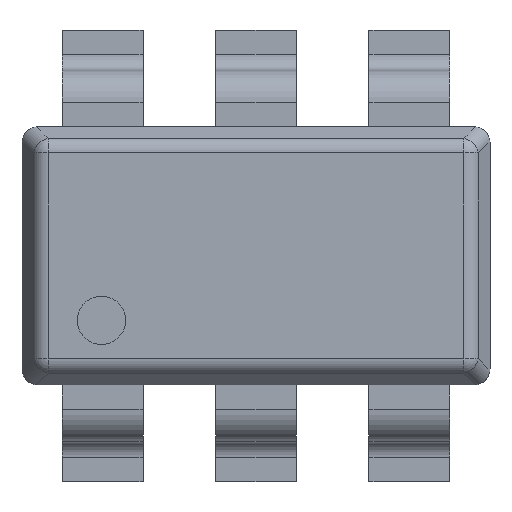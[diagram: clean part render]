
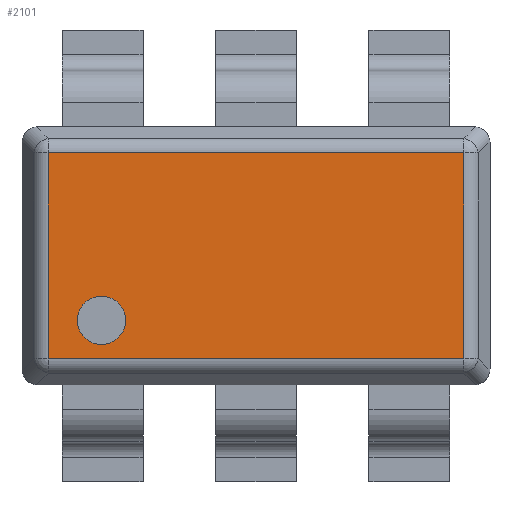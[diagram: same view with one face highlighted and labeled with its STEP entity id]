
A CAD part, top view. The second image highlights one B-rep face of the part: STEP entity #2101.
In plain terms, the highlighted planar face has unit normal (0, 0, 1).
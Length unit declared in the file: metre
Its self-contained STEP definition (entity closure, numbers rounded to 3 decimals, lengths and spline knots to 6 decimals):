
#112=CIRCLE('',#2322,0.00015);
#202=ORIENTED_EDGE('',*,*,#830,.T.);
#203=ORIENTED_EDGE('',*,*,#831,.T.);
#204=ORIENTED_EDGE('',*,*,#832,.T.);
#205=ORIENTED_EDGE('',*,*,#833,.T.);
#206=ORIENTED_EDGE('',*,*,#834,.T.);
#830=EDGE_CURVE('',#1144,#1144,#112,.F.);
#831=EDGE_CURVE('',#1145,#1146,#1346,.T.);
#832=EDGE_CURVE('',#1146,#1147,#1347,.F.);
#833=EDGE_CURVE('',#1147,#1148,#1348,.F.);
#834=EDGE_CURVE('',#1148,#1145,#1349,.T.);
#1144=VERTEX_POINT('',#3270);
#1145=VERTEX_POINT('',#3272);
#1146=VERTEX_POINT('',#3273);
#1147=VERTEX_POINT('',#3275);
#1148=VERTEX_POINT('',#3277);
#1346=LINE('',#3271,#1562);
#1347=LINE('',#3274,#1563);
#1348=LINE('',#3276,#1564);
#1349=LINE('',#3278,#1565);
#1562=VECTOR('',#2579,1.);
#1563=VECTOR('',#2580,1.);
#1564=VECTOR('',#2581,1.);
#1565=VECTOR('',#2582,1.);
#1766=EDGE_LOOP('',(#202));
#1767=EDGE_LOOP('',(#203,#204,#205,#206));
#1896=FACE_BOUND('',#1766,.T.);
#1897=FACE_BOUND('',#1767,.T.);
#2026=PLANE('',#2321);
#2101=ADVANCED_FACE('',(#1896,#1897),#2026,.T.);
#2321=AXIS2_PLACEMENT_3D('',#3268,#2575,#2576);
#2322=AXIS2_PLACEMENT_3D('',#3269,#2577,#2578);
#2575=DIRECTION('',(0.,0.,1.));
#2576=DIRECTION('',(1.,0.,0.));
#2577=DIRECTION('',(0.,0.,1.));
#2578=DIRECTION('',(1.,0.,0.));
#2579=DIRECTION('',(1.,0.,0.));
#2580=DIRECTION('',(0.,-1.,0.));
#2581=DIRECTION('',(1.,0.,0.));
#2582=DIRECTION('',(0.,-1.,0.));
#3268=CARTESIAN_POINT('',(0.,0.,0.001));
#3269=CARTESIAN_POINT('',(-0.000958,-0.0004,0.001));
#3270=CARTESIAN_POINT('',(-0.000808,-0.0004,0.001));
#3271=CARTESIAN_POINT('',(0.,-0.000638,0.001));
#3272=CARTESIAN_POINT('',(-0.001288,-0.000638,0.001));
#3273=CARTESIAN_POINT('',(0.001288,-0.000638,0.001));
#3274=CARTESIAN_POINT('',(0.001288,0.,0.001));
#3275=CARTESIAN_POINT('',(0.001288,0.000638,0.001));
#3276=CARTESIAN_POINT('',(0.,0.000638,0.001));
#3277=CARTESIAN_POINT('',(-0.001288,0.000638,0.001));
#3278=CARTESIAN_POINT('',(-0.001288,0.,0.001));
